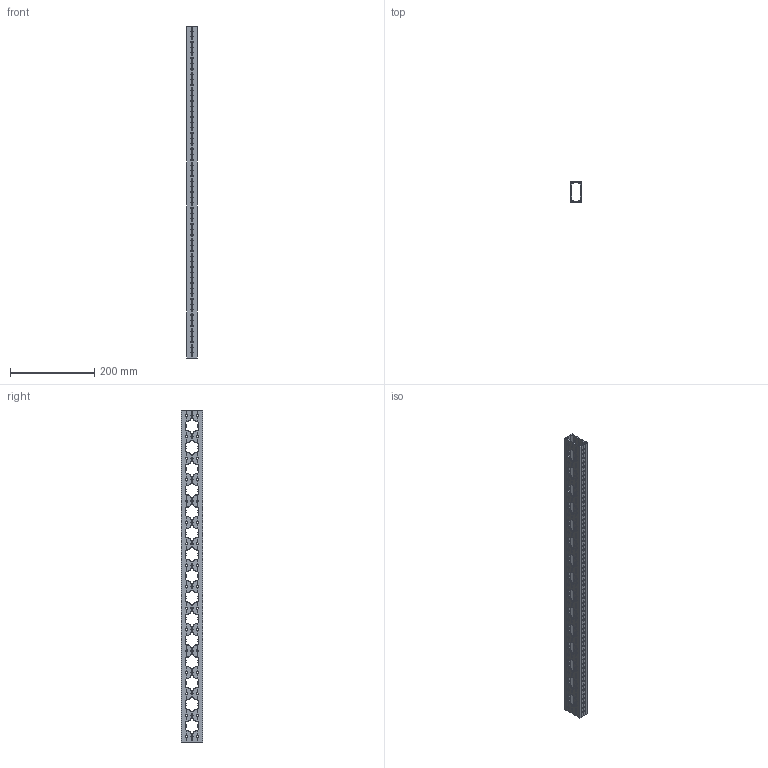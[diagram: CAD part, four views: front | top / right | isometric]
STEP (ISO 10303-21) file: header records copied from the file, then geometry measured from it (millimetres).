
FILE_DESCRIPTION (( 'STEP AP203' ), '1' );
FILE_NAME ('REV-21-2177.STEP', '2022-04-27T19:46:11', ( '' ), ( '' ), 'SwSTEP 2.0', 'SolidWorks 2022', '' );
FILE_SCHEMA (( 'CONFIG_CONTROL_DESIGN' ));
Products named in the file (1): REV-21-2177
Bounding box: 25.4 x 50.8 x 787.4 mm (x, y, z)
Volume: 187034.3 mm3; surface area: 243897.3 mm2
Topology: 1 solids, 1 shells, 2856 faces, 8996 edges, 5768 vertices
Faces by surface type: cylinder 1684, plane 1172
Entity records: 101375 total; most frequent: CARTESIAN_POINT 23549, ORIENTED_EDGE 17992, DIRECTION 16402, EDGE_CURVE 8996, AXIS2_PLACEMENT_3D 6525, VERTEX_POINT 5768, CIRCLE 3668, LINE 3352
